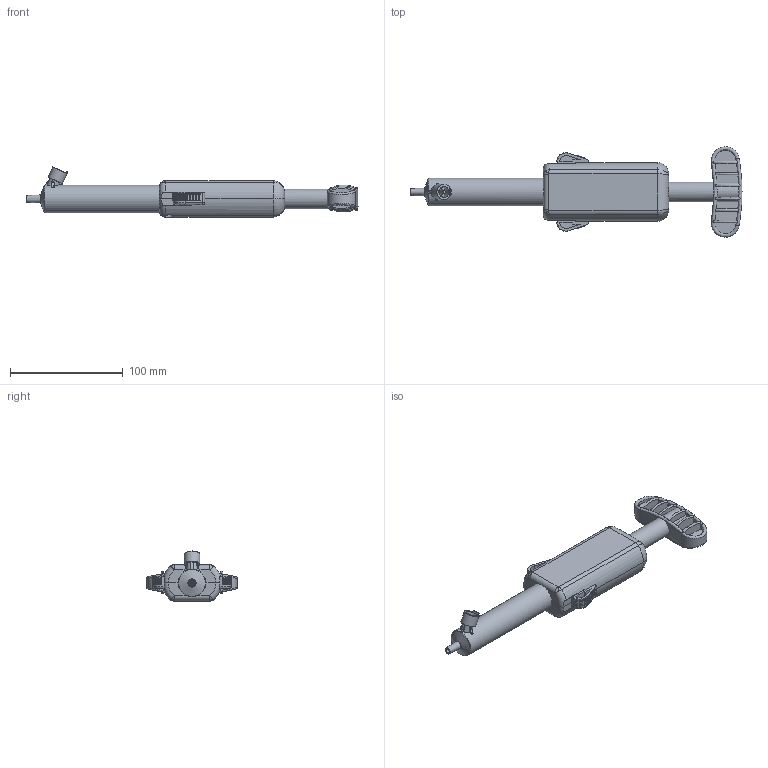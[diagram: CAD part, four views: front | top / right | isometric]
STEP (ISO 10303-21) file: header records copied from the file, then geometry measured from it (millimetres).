
FILE_DESCRIPTION(('FreeCAD Model'),'2;1');
FILE_NAME('Open CASCADE Shape Model','2025-04-29T14:57:31',('FreeCAD'),( 'FreeCAD'),'Open CASCADE STEP processor 7.6','FreeCAD','Unknown');
FILE_SCHEMA(('AUTOMOTIVE_DESIGN { 1 0 10303 214 1 1 1 1 }'));
Length unit declared in the file: millimetre
Products named in the file (1): Open CASCADE STEP translator 7.6 1
Bounding box: 293.97 x 79.96 x 44.28 mm (x, y, z)
Volume: 120605.4 mm3; surface area: 117632.3 mm2
Topology: 8 solids, 8 shells, 1357 faces, 3498 edges, 2228 vertices
Faces by surface type: plane 598, cylinder 358, bspline 259, torus 107, cone 23, sphere 12
Full cylindrical faces by diameter (mm): 2.6 x2, 3 x11, 4 x1, 5 x4, 5.8 x1, 6 x4, 7 x4, 9.8 x1, 10.5 x2, 12.3 x1, 12.5 x43, 13.8 x1, 14 x1, 15.3 x1, 15.5 x1, 16.5 x2, 17.5 x1, 19.2 x1, 19.5 x1, 20.5 x1, 24.5 x2
Entity records: 231370 total; most frequent: CARTESIAN_POINT 200582, ORIENTED_EDGE 6966, DIRECTION 5581, EDGE_CURVE 3483, VERTEX_POINT 2228, AXIS2_PLACEMENT_3D 1993, LINE 1595, VECTOR 1595
